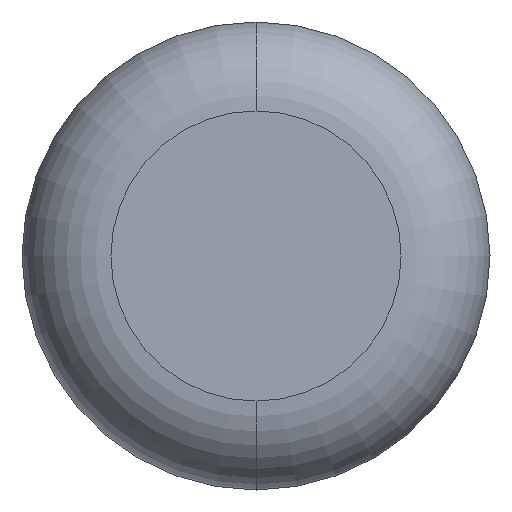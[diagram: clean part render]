
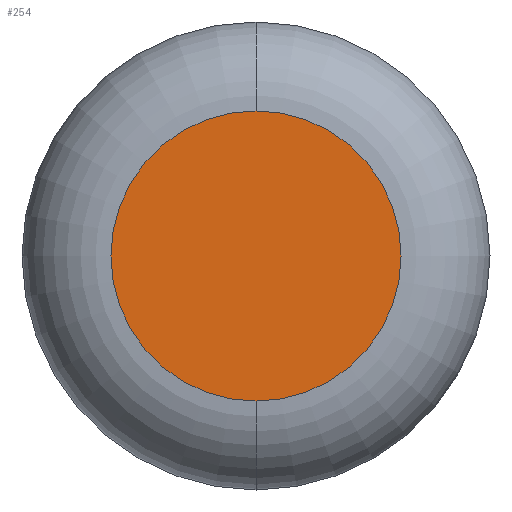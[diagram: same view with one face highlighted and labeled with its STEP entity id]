
A CAD part, front view. The second image highlights one B-rep face of the part: STEP entity #254.
In plain terms, the highlighted planar face has unit normal (0, -1, 0).
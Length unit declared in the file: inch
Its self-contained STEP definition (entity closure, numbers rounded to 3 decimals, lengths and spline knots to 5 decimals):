
#8 = AXIS2_PLACEMENT_3D ( 'NONE', #183, #125, #225 ) ;
#22 = DIRECTION ( 'NONE',  ( 0., 0., -1. ) ) ;
#40 = DIRECTION ( 'NONE',  ( 0., 0., -1. ) ) ;
#68 = CARTESIAN_POINT ( 'NONE',  ( 0., 0., -0.31 ) ) ;
#74 = EDGE_LOOP ( 'NONE', ( #92, #177 ) ) ;
#90 = FACE_OUTER_BOUND ( 'NONE', #74, .T. ) ;
#92 = ORIENTED_EDGE ( 'NONE', *, *, #360, .T. ) ;
#123 = CARTESIAN_POINT ( 'NONE',  ( 0., 0., 0. ) ) ;
#125 = DIRECTION ( 'NONE',  ( 0., -1., 0. ) ) ;
#149 = EDGE_CURVE ( 'NONE', #299, #338, #357, .T. ) ;
#169 = AXIS2_PLACEMENT_3D ( 'NONE', #123, #331, #22 ) ;
#177 = ORIENTED_EDGE ( 'NONE', *, *, #149, .T. ) ;
#183 = CARTESIAN_POINT ( 'NONE',  ( 0., 0., 0. ) ) ;
#187 = CARTESIAN_POINT ( 'NONE',  ( 0., 0., 0. ) ) ;
#188 = CIRCLE ( 'NONE', #195, 0.31 ) ;
#195 = AXIS2_PLACEMENT_3D ( 'NONE', #187, #324, #40 ) ;
#225 = DIRECTION ( 'NONE',  ( 0., 0., -1. ) ) ;
#239 = CARTESIAN_POINT ( 'NONE',  ( 0., 0., 0.31 ) ) ;
#254 = ADVANCED_FACE ( 'NONE', ( #90 ), #380, .T. ) ;
#299 = VERTEX_POINT ( 'NONE', #239 ) ;
#324 = DIRECTION ( 'NONE',  ( 0., -1., 0. ) ) ;
#331 = DIRECTION ( 'NONE',  ( 0., -1., 0. ) ) ;
#338 = VERTEX_POINT ( 'NONE', #68 ) ;
#357 = CIRCLE ( 'NONE', #169, 0.31 ) ;
#360 = EDGE_CURVE ( 'NONE', #338, #299, #188, .T. ) ;
#380 = PLANE ( 'NONE',  #8 ) ;
